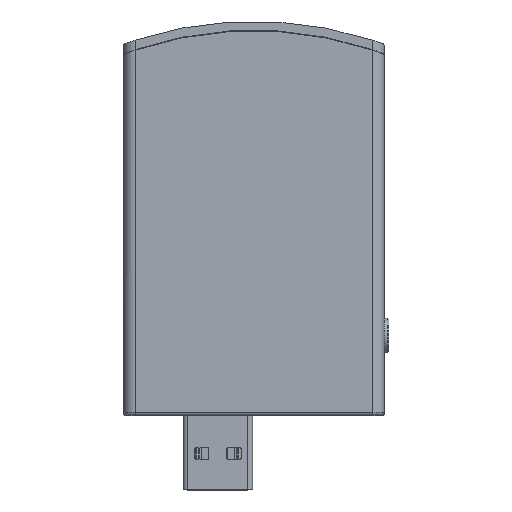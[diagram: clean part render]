
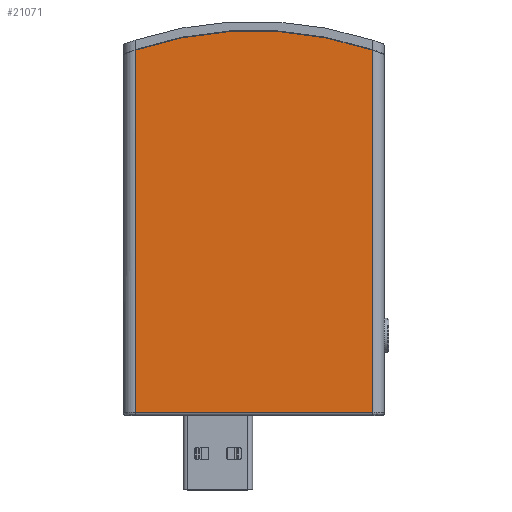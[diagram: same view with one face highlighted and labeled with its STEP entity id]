
A CAD part, top view. The second image highlights one B-rep face of the part: STEP entity #21071.
In plain terms, the highlighted planar face has unit normal (0, 0, 1).
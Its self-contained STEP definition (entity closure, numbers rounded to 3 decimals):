
#19453=DIRECTION('',(1.,0.,0.));
#19454=VECTOR('',#19453,40.98);
#19455=CARTESIAN_POINT('',(-0.678,-1.402,
8.35));
#19456=LINE('',#19455,#19454);
#19457=DIRECTION('',(0.,1.,0.));
#19458=VECTOR('',#19457,62.597);
#19459=CARTESIAN_POINT('',(-0.678,-1.402,
8.35));
#19460=LINE('',#19459,#19458);
#19461=CARTESIAN_POINT('',(19.812,0.314,8.35));
#19462=DIRECTION('',(0.,0.,1.));
#19463=DIRECTION('',(0.319,0.948,0.));
#19464=AXIS2_PLACEMENT_3D('',#19461,#19462,#19463);
#19466=DIRECTION('',(0.,1.,0.));
#19467=VECTOR('',#19466,62.597);
#19468=CARTESIAN_POINT('',(40.302,-1.402,
8.35));
#19469=LINE('',#19468,#19467);
#19480=CARTESIAN_POINT('',(40.302,-1.402,
8.35));
#20786=CARTESIAN_POINT('',(40.302,61.194,8.35));
#20787=CARTESIAN_POINT('',(-0.678,61.194,8.35));
#20788=VERTEX_POINT('',#20786);
#20789=VERTEX_POINT('',#20787);
#20915=VERTEX_POINT('',#19480);
#20917=CARTESIAN_POINT('',(-0.678,-1.402,
8.35));
#20918=VERTEX_POINT('',#20917);
#21056=CARTESIAN_POINT('',(-2.75,61.944,8.35));
#21057=DIRECTION('',(0.,0.,1.));
#21058=DIRECTION('',(0.,-1.,0.));
#21059=AXIS2_PLACEMENT_3D('',#21056,#21057,#21058);
#21060=PLANE('',#21059);
#21062=ORIENTED_EDGE('',*,*,#21061,.F.);
#21064=ORIENTED_EDGE('',*,*,#21063,.T.);
#21066=ORIENTED_EDGE('',*,*,#21065,.F.);
#21068=ORIENTED_EDGE('',*,*,#21067,.F.);
#21069=EDGE_LOOP('',(#21062,#21064,#21066,#21068));
#21070=FACE_OUTER_BOUND('',#21069,.F.);
#21071=ADVANCED_FACE('',(#21070),#21060,.T.);
#19465=CIRCLE('',#19464,64.236);
#21061=EDGE_CURVE('',#20918,#20915,#19456,.T.);
#21063=EDGE_CURVE('',#20918,#20789,#19460,.T.);
#21065=EDGE_CURVE('',#20788,#20789,#19465,.T.);
#21067=EDGE_CURVE('',#20915,#20788,#19469,.T.);
